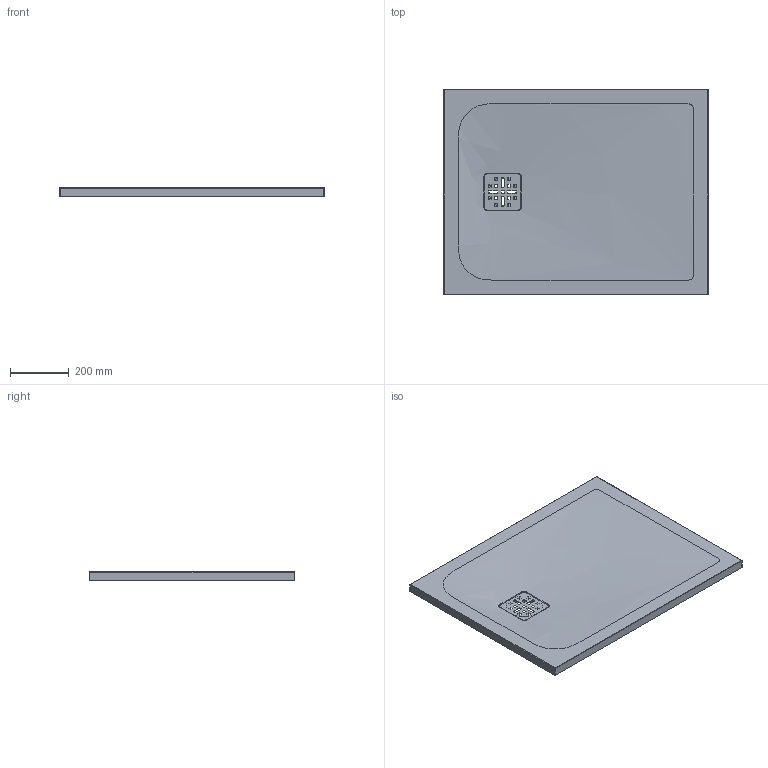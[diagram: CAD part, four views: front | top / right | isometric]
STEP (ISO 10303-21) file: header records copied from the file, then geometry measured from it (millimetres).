
FILE_DESCRIPTION(/* description */ (''),/* implementation_level */ '2;1');
FILE_NAME(/* name */ '14-295_M7635A_90X70 PIETRA.stp',/* time_stamp */ '2021-03-30T14:42:32+02:00',/* author */ (''),/* organization */ (''),/* preprocessor_version */ 'ST-DEVELOPER v15',/* originating_system */ 'SIEMENS PLM Software NX 8.5',/* authorisation */ '');
FILE_SCHEMA (('AP203_CONFIGURATION_CONTROLLED_3D_DESIGN_OF_MECHANICAL_PARTS_AND_ASSEMBLIES_MIM_LF { 1 0 10303 403 2 1 2}'));
Length unit declared in the file: millimetre
Products named in the file (1): carl61941A527ynq
Bounding box: 900 x 700 x 30 mm (x, y, z)
Volume: 11488528.2 mm3; surface area: 1390133.3 mm2
Topology: 2 solids, 2 shells, 274 faces, 751 edges, 479 vertices
Faces by surface type: plane 104, cylinder 103, bspline 47, sphere 8, torus 8, cone 4
Full cylindrical faces by diameter (mm): 90 x1
Entity records: 33176 total; most frequent: CARTESIAN_POINT 26348, ORIENTED_EDGE 1464, DIRECTION 1330, EDGE_CURVE 732, AXIS2_PLACEMENT_3D 480, VERTEX_POINT 474, LINE 370, VECTOR 370
